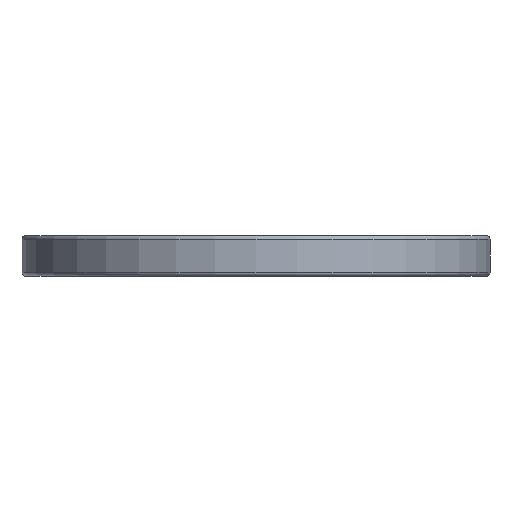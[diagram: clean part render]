
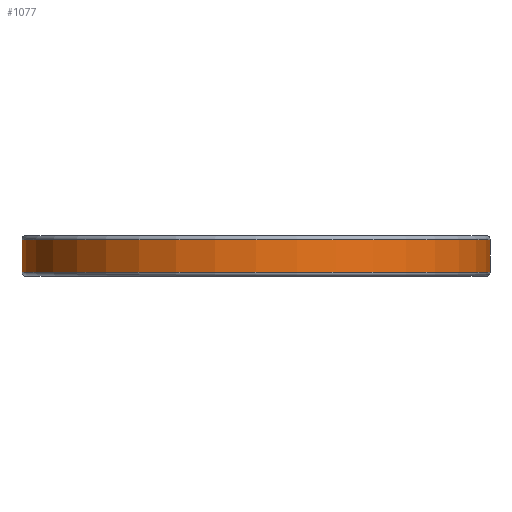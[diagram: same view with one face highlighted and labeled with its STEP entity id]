
A CAD part, front view. The second image highlights one B-rep face of the part: STEP entity #1077.
In plain terms, the highlighted cylindrical face has radius 114.5 mm (diameter 229 mm), a full revolution.
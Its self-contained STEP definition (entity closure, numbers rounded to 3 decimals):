
#15=FACE_BOUND('',#219,.T.);
#82=CIRCLE('',#1167,114.5);
#84=CIRCLE('',#1170,114.5);
#121=CYLINDRICAL_SURFACE('',#1169,114.5);
#164=FACE_OUTER_BOUND('',#218,.T.);
#218=EDGE_LOOP('',(#846));
#219=EDGE_LOOP('',(#847));
#526=VERTEX_POINT('',#1724);
#528=VERTEX_POINT('',#1729);
#661=EDGE_CURVE('',#526,#526,#82,.T.);
#663=EDGE_CURVE('',#528,#528,#84,.T.);
#846=ORIENTED_EDGE('',*,*,#663,.F.);
#847=ORIENTED_EDGE('',*,*,#661,.F.);
#1077=ADVANCED_FACE('',(#164,#15),#121,.T.);
#1167=AXIS2_PLACEMENT_3D('',#1725,#1408,#1409);
#1169=AXIS2_PLACEMENT_3D('',#1728,#1412,#1413);
#1170=AXIS2_PLACEMENT_3D('',#1730,#1414,#1415);
#1408=DIRECTION('center_axis',(0.,0.,-1.));
#1409=DIRECTION('ref_axis',(-1.,0.,0.));
#1412=DIRECTION('center_axis',(0.,0.,1.));
#1413=DIRECTION('ref_axis',(-1.,0.,0.));
#1414=DIRECTION('center_axis',(0.,0.,1.));
#1415=DIRECTION('ref_axis',(-1.,0.,0.));
#1724=CARTESIAN_POINT('',(114.5,0.,2.));
#1725=CARTESIAN_POINT('Origin',(0.,0.,2.));
#1728=CARTESIAN_POINT('Origin',(0.,0.,0.));
#1729=CARTESIAN_POINT('',(114.5,0.,18.));
#1730=CARTESIAN_POINT('Origin',(0.,0.,18.));
